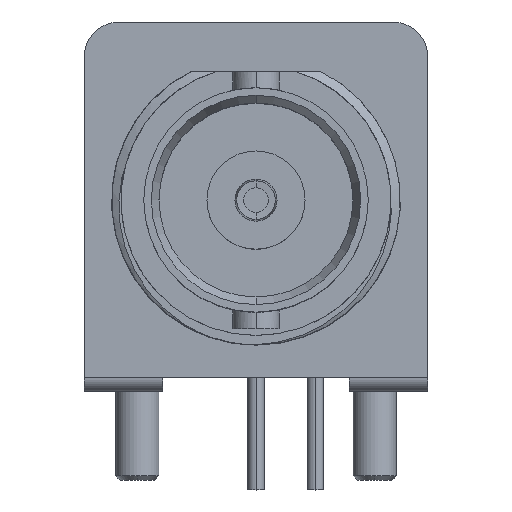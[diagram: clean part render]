
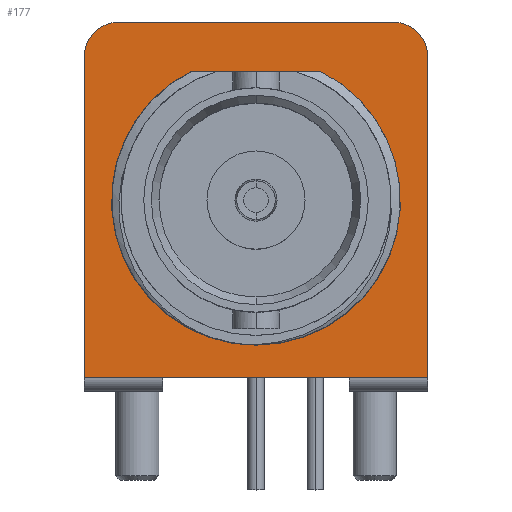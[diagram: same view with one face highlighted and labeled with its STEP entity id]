
A CAD part, top view. The second image highlights one B-rep face of the part: STEP entity #177.
In plain terms, the highlighted planar face has unit normal (0, 0, 1).
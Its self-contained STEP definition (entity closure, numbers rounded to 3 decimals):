
#177=ADVANCED_FACE('',(#459,#460),#461,.T.);
#459=FACE_OUTER_BOUND('',#2897,.T.);
#460=FACE_BOUND('',#2898,.T.);
#461=PLANE('',#2899);
#2897=EDGE_LOOP('',(#3778,#3779,#3780,#3781,#3782,#3783));
#2898=EDGE_LOOP('',(#3784,#3785,#3786,#3787,#3788,#3789));
#2899=AXIS2_PLACEMENT_3D('',#3790,#3791,#3792);
#3778=ORIENTED_EDGE('',*,*,#4698,.T.);
#3779=ORIENTED_EDGE('',*,*,#4699,.T.);
#3780=ORIENTED_EDGE('',*,*,#4700,.T.);
#3781=ORIENTED_EDGE('',*,*,#4701,.T.);
#3782=ORIENTED_EDGE('',*,*,#4702,.T.);
#3783=ORIENTED_EDGE('',*,*,#4703,.T.);
#3784=ORIENTED_EDGE('',*,*,#4697,.T.);
#3785=ORIENTED_EDGE('',*,*,#4655,.F.);
#3786=ORIENTED_EDGE('',*,*,#4688,.T.);
#3787=ORIENTED_EDGE('',*,*,#4693,.T.);
#3788=ORIENTED_EDGE('',*,*,#4564,.T.);
#3789=ORIENTED_EDGE('',*,*,#4695,.T.);
#3790=CARTESIAN_POINT('',(0.0,0.0,-21.1));
#3791=DIRECTION('',(0.0,0.0,1.0));
#3792=DIRECTION('',(1.0,-0.0,0.0));
#4564=EDGE_CURVE('',#5181,#5179,#5182,.T.);
#4655=EDGE_CURVE('',#5332,#5334,#5335,.T.);
#4688=EDGE_CURVE('',#5332,#5373,#5375,.T.);
#4693=EDGE_CURVE('',#5373,#5181,#5380,.T.);
#4695=EDGE_CURVE('',#5179,#5381,#5383,.T.);
#4697=EDGE_CURVE('',#5381,#5334,#5385,.T.);
#4698=EDGE_CURVE('',#5386,#5387,#5388,.T.);
#4699=EDGE_CURVE('',#5387,#5389,#5390,.T.);
#4700=EDGE_CURVE('',#5389,#5391,#5392,.T.);
#4701=EDGE_CURVE('',#5391,#5393,#5394,.T.);
#4702=EDGE_CURVE('',#5393,#5395,#5396,.T.);
#4703=EDGE_CURVE('',#5395,#5386,#5397,.T.);
#5179=VERTEX_POINT('',#6739);
#5181=VERTEX_POINT('',#6742);
#5182=LINE('',#6743,#6744);
#5332=VERTEX_POINT('',#7727);
#5334=VERTEX_POINT('',#7746);
#5335=CIRCLE('',#7747,6.175);
#5373=VERTEX_POINT('',#8498);
#5375=B_SPLINE_CURVE_WITH_KNOTS('',3,(#8528,#8529,#8530,#8531,#8532,#8533,#8534,#8535,#8536,#8537,#8538,#8539,#8540,#8541),.UNSPECIFIED.,.F.,.F.,(4,1,1,1,1,1,1,1,1,1,1,4),(0.0,0.091,0.182,0.273,0.364,0.455,0.545,0.636,0.727,0.818,0.909,1.0),.UNSPECIFIED.);
#5380=B_SPLINE_CURVE_WITH_KNOTS('',3,(#8670,#8671,#8672,#8673,#8674,#8675,#8676,#8677,#8678,#8679,#8680,#8681,#8682,#8683,#8684),.UNSPECIFIED.,.F.,.F.,(4,1,1,1,1,1,1,1,1,1,1,1,4),(0.0,0.083,0.167,0.25,0.333,0.417,0.5,0.583,0.667,0.75,0.833,0.917,1.0),.UNSPECIFIED.);
#5381=VERTEX_POINT('',#8685);
#5383=B_SPLINE_CURVE_WITH_KNOTS('',3,(#8692,#8693,#8694,#8695,#8696,#8697,#8698,#8699),.UNSPECIFIED.,.F.,.F.,(4,1,1,1,1,4),(0.0,0.2,0.4,0.6,0.8,1.0),.UNSPECIFIED.);
#5385=B_SPLINE_CURVE_WITH_KNOTS('',3,(#8702,#8703,#8704,#8705,#8706,#8707,#8708,#8709,#8710,#8711,#8712,#8713,#8714,#8715,#8716,#8717),.UNSPECIFIED.,.F.,.F.,(4,1,1,1,1,1,1,1,1,1,1,1,1,4),(0.0,0.077,0.154,0.231,0.308,0.385,0.462,0.538,0.615,0.692,0.769,0.846,0.923,1.0),.UNSPECIFIED.);
#5386=VERTEX_POINT('',#8718);
#5387=VERTEX_POINT('',#8719);
#5388=LINE('',#8720,#8721);
#5389=VERTEX_POINT('',#8722);
#5390=LINE('',#8723,#8724);
#5391=VERTEX_POINT('',#8725);
#5392=LINE('',#8726,#8727);
#5393=VERTEX_POINT('',#8728);
#5394=CIRCLE('',#8729,1.5);
#5395=VERTEX_POINT('',#8730);
#5396=LINE('',#8731,#8732);
#5397=CIRCLE('',#8733,1.5);
#6739=CARTESIAN_POINT('',(1.697,5.52,-21.1));
#6742=CARTESIAN_POINT('',(-1.697,5.52,-21.1));
#6743=CARTESIAN_POINT('',(-1.697,5.52,-21.1));
#6744=VECTOR('',#9284,3.394);
#7727=CARTESIAN_POINT('',(3.045,-5.372,-21.1));
#7746=CARTESIAN_POINT('',(4.549,-4.175,-21.1));
#7747=AXIS2_PLACEMENT_3D('',#9317,#9318,#9319);
#8498=CARTESIAN_POINT('',(-5.105,-2.701,-21.1));
#8528=CARTESIAN_POINT('',(3.045,-5.372,-21.1));
#8529=CARTESIAN_POINT('',(2.78,-5.508,-21.1));
#8530=CARTESIAN_POINT('',(2.237,-5.74,-21.1));
#8531=CARTESIAN_POINT('',(1.378,-5.967,-21.1));
#8532=CARTESIAN_POINT('',(0.496,-6.067,-21.1));
#8533=CARTESIAN_POINT('',(-0.378,-6.04,-21.1));
#8534=CARTESIAN_POINT('',(-1.246,-5.885,-21.1));
#8535=CARTESIAN_POINT('',(-2.071,-5.608,-21.1));
#8536=CARTESIAN_POINT('',(-2.845,-5.217,-21.1));
#8537=CARTESIAN_POINT('',(-3.554,-4.716,-21.1));
#8538=CARTESIAN_POINT('',(-4.173,-4.127,-21.1));
#8539=CARTESIAN_POINT('',(-4.704,-3.448,-21.1));
#8540=CARTESIAN_POINT('',(-4.983,-2.957,-21.1));
#8541=CARTESIAN_POINT('',(-5.105,-2.701,-21.1));
#8670=CARTESIAN_POINT('',(-5.105,-2.701,-21.1));
#8671=CARTESIAN_POINT('',(-5.237,-2.45,-21.1));
#8672=CARTESIAN_POINT('',(-5.463,-1.936,-21.1));
#8673=CARTESIAN_POINT('',(-5.688,-1.113,-21.1));
#8674=CARTESIAN_POINT('',(-5.789,-0.269,-21.1));
#8675=CARTESIAN_POINT('',(-5.767,0.579,-21.1));
#8676=CARTESIAN_POINT('',(-5.619,1.419,-21.1));
#8677=CARTESIAN_POINT('',(-5.352,2.223,-21.1));
#8678=CARTESIAN_POINT('',(-4.97,2.982,-21.1));
#8679=CARTESIAN_POINT('',(-4.48,3.677,-21.1));
#8680=CARTESIAN_POINT('',(-3.894,4.293,-21.1));
#8681=CARTESIAN_POINT('',(-3.222,4.818,-21.1));
#8682=CARTESIAN_POINT('',(-2.48,5.238,-21.1));
#8683=CARTESIAN_POINT('',(-1.963,5.438,-21.1));
#8684=CARTESIAN_POINT('',(-1.697,5.52,-21.1));
#8685=CARTESIAN_POINT('',(3.78,4.366,-21.1));
#8692=CARTESIAN_POINT('',(1.697,5.52,-21.1));
#8693=CARTESIAN_POINT('',(1.849,5.473,-21.1));
#8694=CARTESIAN_POINT('',(2.149,5.367,-21.1));
#8695=CARTESIAN_POINT('',(2.587,5.171,-21.1));
#8696=CARTESIAN_POINT('',(3.009,4.937,-21.1));
#8697=CARTESIAN_POINT('',(3.41,4.669,-21.1));
#8698=CARTESIAN_POINT('',(3.659,4.471,-21.1));
#8699=CARTESIAN_POINT('',(3.78,4.366,-21.1));
#8702=CARTESIAN_POINT('',(3.78,4.366,-21.1));
#8703=CARTESIAN_POINT('',(4.013,4.181,-21.1));
#8704=CARTESIAN_POINT('',(4.448,3.779,-21.1));
#8705=CARTESIAN_POINT('',(5.01,3.069,-21.1));
#8706=CARTESIAN_POINT('',(5.455,2.282,-21.1));
#8707=CARTESIAN_POINT('',(5.773,1.443,-21.1));
#8708=CARTESIAN_POINT('',(5.956,0.586,-21.1));
#8709=CARTESIAN_POINT('',(6.01,-0.206,-21.1));
#8710=CARTESIAN_POINT('',(5.971,-0.903,-21.1));
#8711=CARTESIAN_POINT('',(5.867,-1.529,-21.1));
#8712=CARTESIAN_POINT('',(5.712,-2.105,-21.1));
#8713=CARTESIAN_POINT('',(5.502,-2.66,-21.1));
#8714=CARTESIAN_POINT('',(5.237,-3.199,-21.1));
#8715=CARTESIAN_POINT('',(4.919,-3.709,-21.1));
#8716=CARTESIAN_POINT('',(4.678,-4.024,-21.1));
#8717=CARTESIAN_POINT('',(4.549,-4.175,-21.1));
#8718=CARTESIAN_POINT('',(-7.35,6.15,-21.1));
#8719=CARTESIAN_POINT('',(-7.35,-7.55,-21.1));
#8720=CARTESIAN_POINT('',(-7.35,6.15,-21.1));
#8721=VECTOR('',#9329,13.7);
#8722=CARTESIAN_POINT('',(7.35,-7.55,-21.1));
#8723=CARTESIAN_POINT('',(-7.35,-7.55,-21.1));
#8724=VECTOR('',#9330,14.7);
#8725=CARTESIAN_POINT('',(7.35,6.15,-21.1));
#8726=CARTESIAN_POINT('',(7.35,-7.55,-21.1));
#8727=VECTOR('',#9331,13.7);
#8728=CARTESIAN_POINT('',(5.85,7.65,-21.1));
#8729=AXIS2_PLACEMENT_3D('',#9332,#9333,#9334);
#8730=CARTESIAN_POINT('',(-5.85,7.65,-21.1));
#8731=CARTESIAN_POINT('',(5.85,7.65,-21.1));
#8732=VECTOR('',#9335,11.7);
#8733=AXIS2_PLACEMENT_3D('',#9336,#9337,#9338);
#9284=DIRECTION('',(1.0,0.0,0.0));
#9317=CARTESIAN_POINT('',(0.0,0.0,-21.1));
#9318=DIRECTION('',(0.0,0.0,1.0));
#9319=DIRECTION('',(0.493,-0.87,0.0));
#9329=DIRECTION('',(0.0,-1.0,0.0));
#9330=DIRECTION('',(1.0,0.0,0.0));
#9331=DIRECTION('',(0.0,1.0,0.0));
#9332=CARTESIAN_POINT('',(5.85,6.15,-21.1));
#9333=DIRECTION('',(0.0,0.0,1.0));
#9334=DIRECTION('',(1.0,0.0,0.0));
#9335=DIRECTION('',(-1.0,0.0,0.0));
#9336=CARTESIAN_POINT('',(-5.85,6.15,-21.1));
#9337=DIRECTION('',(0.0,-0.0,1.0));
#9338=DIRECTION('',(0.0,1.0,0.0));
